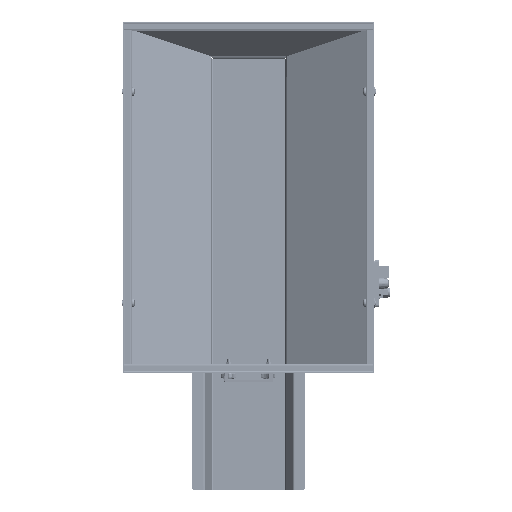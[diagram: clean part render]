
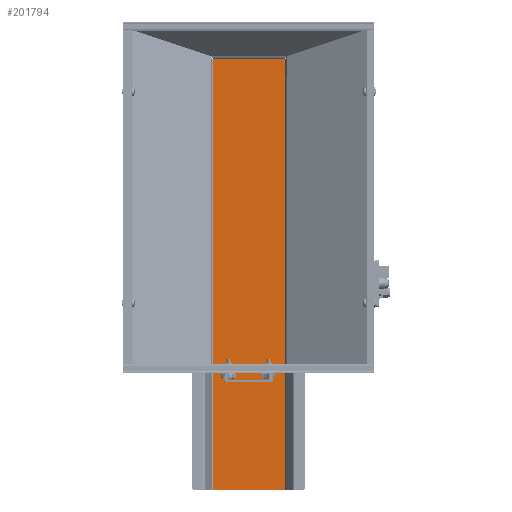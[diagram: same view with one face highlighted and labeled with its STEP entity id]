
A CAD part, top view. The second image highlights one B-rep face of the part: STEP entity #201794.
In plain terms, the highlighted planar face has unit normal (0, 0, 1).
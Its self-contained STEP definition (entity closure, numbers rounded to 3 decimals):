
#3853=PLANE('',#216188);
#15755=FACE_OUTER_BOUND('',#27064,.T.);
#27064=EDGE_LOOP('',(#155496,#155497,#155498,#155499));
#41255=LINE('',#325962,#61029);
#41260=LINE('',#325977,#61034);
#41265=LINE('',#325991,#61039);
#41266=LINE('',#325994,#61040);
#61029=VECTOR('',#249814,10.);
#61034=VECTOR('',#249837,10.);
#61039=VECTOR('',#249858,10.);
#61040=VECTOR('',#249863,10.);
#89716=VERTEX_POINT('',#325952);
#89717=VERTEX_POINT('',#325957);
#89718=VERTEX_POINT('',#325968);
#89719=VERTEX_POINT('',#325981);
#113684=EDGE_CURVE('',#89717,#89716,#41255,.T.);
#113691=EDGE_CURVE('',#89716,#89718,#41260,.T.);
#113698=EDGE_CURVE('',#89719,#89717,#41265,.T.);
#113699=EDGE_CURVE('',#89719,#89718,#41266,.T.);
#155496=ORIENTED_EDGE('',*,*,#113684,.T.);
#155497=ORIENTED_EDGE('',*,*,#113691,.T.);
#155498=ORIENTED_EDGE('',*,*,#113699,.F.);
#155499=ORIENTED_EDGE('',*,*,#113698,.T.);
#201794=ADVANCED_FACE('',(#15755),#3853,.T.);
#216188=AXIS2_PLACEMENT_3D('',#325995,#249864,#249865);
#249814=DIRECTION('',(-1.,0.,0.));
#249837=DIRECTION('',(0.,-1.,0.));
#249858=DIRECTION('',(0.,1.,0.));
#249863=DIRECTION('',(-1.,0.,0.));
#249864=DIRECTION('center_axis',(0.,0.,
1.));
#249865=DIRECTION('ref_axis',(0.,-1.,0.));
#325952=CARTESIAN_POINT('',(-71.931,864.931,1202.));
#325957=CARTESIAN_POINT('',(71.931,864.931,1202.));
#325962=CARTESIAN_POINT('',(-35.965,864.931,1202.));
#325968=CARTESIAN_POINT('',(-71.931,0.,1202.));
#325977=CARTESIAN_POINT('',(-71.931,217.,1202.));
#325981=CARTESIAN_POINT('',(71.931,0.,1202.));
#325991=CARTESIAN_POINT('',(71.931,649.465,1202.));
#325994=CARTESIAN_POINT('',(75.,0.,1202.));
#325995=CARTESIAN_POINT('Origin',(0.,434.,1202.));
